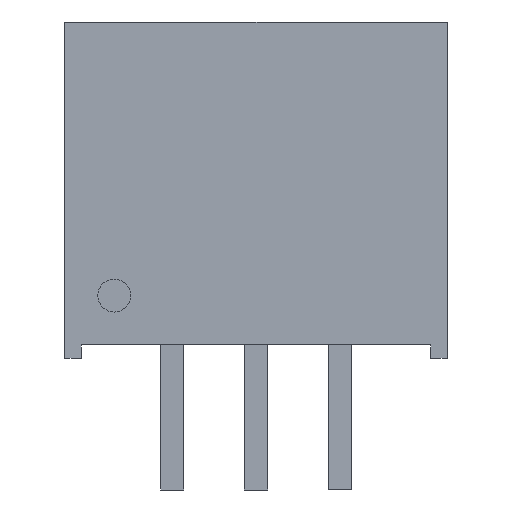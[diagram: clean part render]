
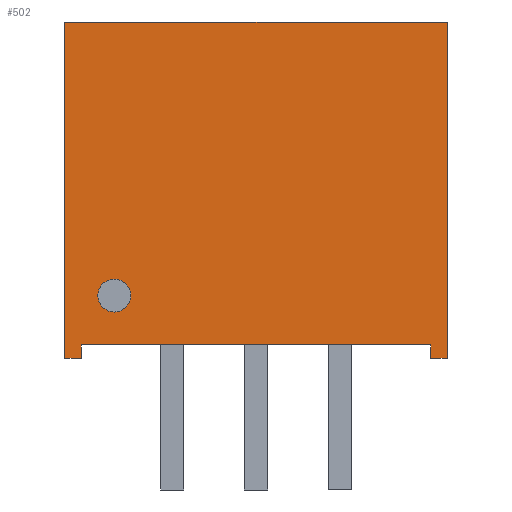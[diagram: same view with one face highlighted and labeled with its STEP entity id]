
A CAD part, front view. The second image highlights one B-rep face of the part: STEP entity #502.
In plain terms, the highlighted planar face has unit normal (0, -1, 0).
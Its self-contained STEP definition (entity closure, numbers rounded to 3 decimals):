
#17=FACE_BOUND('',#78,.T.);
#18=CIRCLE('',#533,0.5);
#47=FACE_OUTER_BOUND('',#77,.T.);
#77=EDGE_LOOP('',(#423,#424,#425,#426,#427,#428,#429,#430));
#78=EDGE_LOOP('',(#431));
#116=LINE('',#753,#177);
#120=LINE('',#761,#181);
#123=LINE('',#767,#184);
#126=LINE('',#773,#187);
#129=LINE('',#779,#190);
#132=LINE('',#785,#193);
#135=LINE('',#791,#196);
#138=LINE('',#796,#199);
#177=VECTOR('',#625,10.);
#181=VECTOR('',#631,10.);
#184=VECTOR('',#636,10.);
#187=VECTOR('',#641,10.);
#190=VECTOR('',#646,10.);
#193=VECTOR('',#651,10.);
#196=VECTOR('',#656,10.);
#199=VECTOR('',#661,10.);
#225=VERTEX_POINT('',#744);
#227=VERTEX_POINT('',#751);
#228=VERTEX_POINT('',#752);
#231=VERTEX_POINT('',#760);
#233=VERTEX_POINT('',#766);
#235=VERTEX_POINT('',#772);
#237=VERTEX_POINT('',#778);
#239=VERTEX_POINT('',#784);
#241=VERTEX_POINT('',#790);
#279=EDGE_CURVE('',#225,#225,#18,.T.);
#282=EDGE_CURVE('',#227,#228,#116,.T.);
#286=EDGE_CURVE('',#228,#231,#120,.T.);
#289=EDGE_CURVE('',#231,#233,#123,.T.);
#292=EDGE_CURVE('',#233,#235,#126,.T.);
#295=EDGE_CURVE('',#237,#235,#129,.T.);
#298=EDGE_CURVE('',#239,#237,#132,.T.);
#301=EDGE_CURVE('',#241,#239,#135,.T.);
#304=EDGE_CURVE('',#241,#227,#138,.T.);
#423=ORIENTED_EDGE('',*,*,#304,.T.);
#424=ORIENTED_EDGE('',*,*,#282,.T.);
#425=ORIENTED_EDGE('',*,*,#286,.T.);
#426=ORIENTED_EDGE('',*,*,#289,.T.);
#427=ORIENTED_EDGE('',*,*,#292,.T.);
#428=ORIENTED_EDGE('',*,*,#295,.F.);
#429=ORIENTED_EDGE('',*,*,#298,.F.);
#430=ORIENTED_EDGE('',*,*,#301,.F.);
#431=ORIENTED_EDGE('',*,*,#279,.T.);
#457=PLANE('',#545);
#502=ADVANCED_FACE('',(#47,#17),#457,.F.);
#533=AXIS2_PLACEMENT_3D('',#745,#616,#617);
#545=AXIS2_PLACEMENT_3D('',#799,#665,#666);
#616=DIRECTION('center_axis',(0.,1.,0.));
#617=DIRECTION('ref_axis',(1.,0.,0.));
#625=DIRECTION('',(-1.,0.,0.));
#631=DIRECTION('',(0.,0.,-1.));
#636=DIRECTION('',(1.,0.,0.));
#641=DIRECTION('',(0.,0.,1.));
#646=DIRECTION('',(-1.,0.,0.));
#651=DIRECTION('',(0.,0.,1.));
#656=DIRECTION('',(-1.,0.,0.));
#661=DIRECTION('',(0.,0.,1.));
#665=DIRECTION('center_axis',(0.,1.,0.));
#666=DIRECTION('ref_axis',(1.,0.,0.));
#744=CARTESIAN_POINT('',(-4.8,0.,1.9));
#745=CARTESIAN_POINT('Origin',(-4.3,0.,1.9));
#751=CARTESIAN_POINT('',(5.8,0.,10.2));
#752=CARTESIAN_POINT('',(-5.8,0.,10.2));
#753=CARTESIAN_POINT('',(5.8,0.,10.2));
#760=CARTESIAN_POINT('',(-5.8,0.,0.));
#761=CARTESIAN_POINT('',(-5.8,0.,10.2));
#766=CARTESIAN_POINT('',(-5.3,0.,0.));
#767=CARTESIAN_POINT('',(-5.8,0.,0.));
#772=CARTESIAN_POINT('',(-5.3,0.,0.4));
#773=CARTESIAN_POINT('',(-5.3,0.,0.));
#778=CARTESIAN_POINT('',(5.3,0.,0.4));
#779=CARTESIAN_POINT('',(5.3,0.,0.4));
#784=CARTESIAN_POINT('',(5.3,0.,0.));
#785=CARTESIAN_POINT('',(5.3,0.,0.));
#790=CARTESIAN_POINT('',(5.8,0.,0.));
#791=CARTESIAN_POINT('',(5.8,0.,0.));
#796=CARTESIAN_POINT('',(5.8,0.,0.));
#799=CARTESIAN_POINT('Origin',(0.,0.,5.1));
